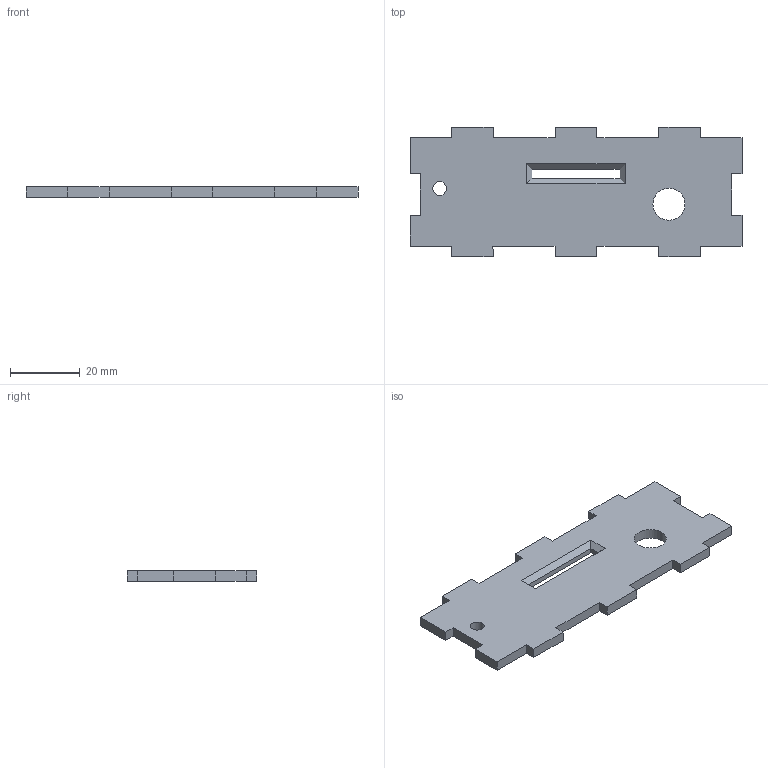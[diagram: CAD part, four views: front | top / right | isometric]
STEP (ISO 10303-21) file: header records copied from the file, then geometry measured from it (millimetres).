
FILE_DESCRIPTION( ( '' ), ' ' );
FILE_NAME( '5c4ebe25964993164aa43064.step', '2019-01-28T08:32:38', ( '' ), ( '' ), ' ', ' ', ' ' );
FILE_SCHEMA( ( 'AUTOMOTIVE_DESIGN { 1 0 10303 214 1 1 1 1 }' ) );
Length unit declared in the file: metre
Products named in the file (1): Part 1
Bounding box: 95.4 x 37.2 x 3 mm (x, y, z)
Volume: 8842.7 mm3; surface area: 7092 mm2
Topology: 1 solids, 1 shells, 50 faces, 140 edges, 92 vertices
Faces by surface type: plane 48, cylinder 2
Full cylindrical faces by diameter (mm): 4 x1, 9.2 x1
Entity records: 1994 total; most frequent: CARTESIAN_POINT 281, ORIENTED_EDGE 276, DIRECTION 244, EDGE_CURVE 138, LINE 134, VECTOR 134, VERTEX_POINT 92, EDGE_LOOP 58
